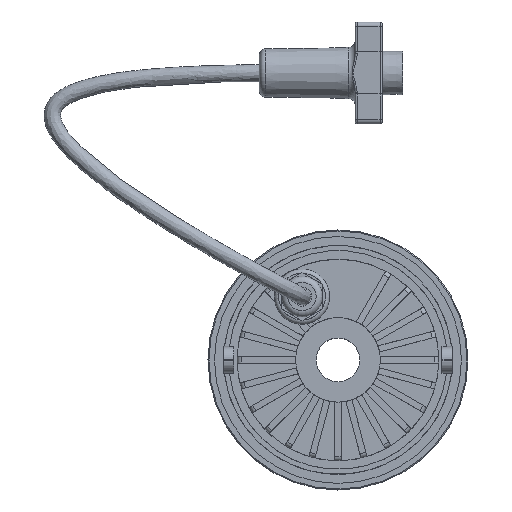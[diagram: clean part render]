
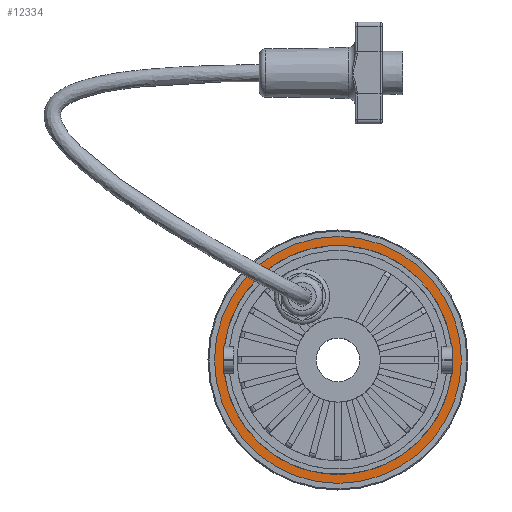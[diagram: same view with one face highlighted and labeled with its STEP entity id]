
A CAD part, top view. The second image highlights one B-rep face of the part: STEP entity #12334.
In plain terms, the highlighted face is planar.
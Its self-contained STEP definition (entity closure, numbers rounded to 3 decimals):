
#3070=PLANE($,#13274);
#3220=FACE_BOUND($,#4642,.T.);
#3221=FACE_BOUND($,#4643,.T.);
#4642=EDGE_LOOP($,(#10782));
#4643=EDGE_LOOP($,(#10783));
#4781=CIRCLE($,#12619,54.997);
#5002=CIRCLE($,#13275,59.347);
#5505=VERTEX_POINT($,#21020);
#6054=VERTEX_POINT($,#22831);
#6776=EDGE_CURVE($,#5505,#5505,#4781,.T.);
#7644=EDGE_CURVE($,#6054,#6054,#5002,.T.);
#10782=ORIENTED_EDGE($,*,*,#6776,.T.);
#10783=ORIENTED_EDGE($,*,*,#7644,.F.);
#12334=ADVANCED_FACE($,(#3220,#3221),#3070,.T.);
#12619=AXIS2_PLACEMENT_3D($,#21021,#14253,#14254);
#13274=AXIS2_PLACEMENT_3D($,#22830,#16161,#16162);
#13275=AXIS2_PLACEMENT_3D($,#22832,#16163,#16164);
#14253=DIRECTION('center_axis',(1.,0.,0.));
#14254=DIRECTION('ref_axis',(0.,0.,-1.));
#16161=DIRECTION('center_axis',(-1.,0.,0.));
#16162=DIRECTION('ref_axis',(0.,0.,1.));
#16163=DIRECTION('center_axis',(1.,0.,0.));
#16164=DIRECTION('ref_axis',(0.,0.,-1.));
#21020=CARTESIAN_POINT('',(-3.05,0.,54.997));
#21021=CARTESIAN_POINT('Origin',(-3.05,0.,0.));
#22830=CARTESIAN_POINT('Origin',(-3.05,0.,59.347));
#22831=CARTESIAN_POINT('',(-3.05,0.,59.347));
#22832=CARTESIAN_POINT('Origin',(-3.05,0.,0.));
